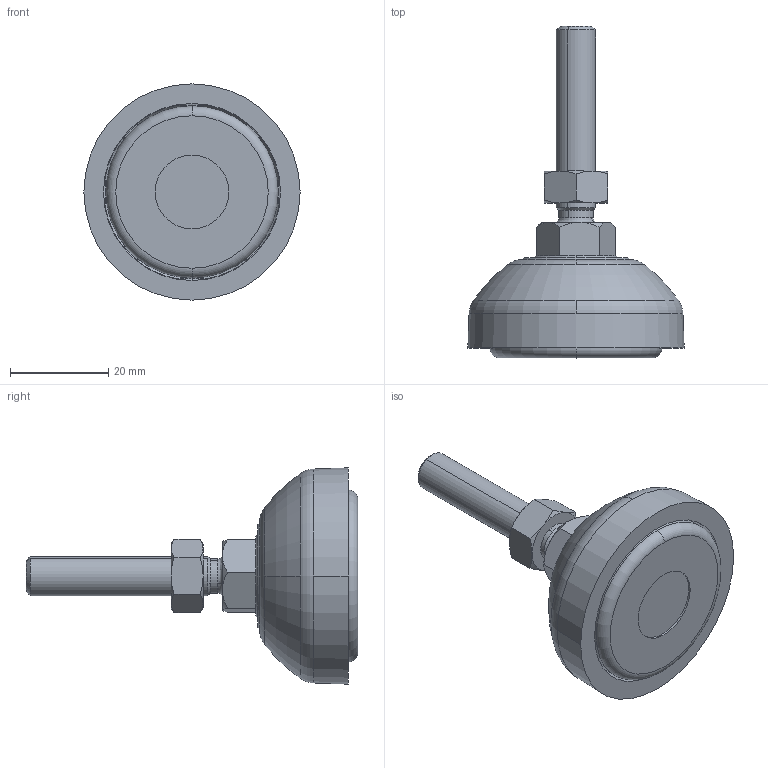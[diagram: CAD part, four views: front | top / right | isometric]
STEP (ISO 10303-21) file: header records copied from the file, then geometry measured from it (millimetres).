
FILE_DESCRIPTION (( 'STEP AP203' ), '1' );
FILE_NAME ('A60.10.45.01 Die cast swivel feet 45 - M8 x 40.STEP', '2018-09-28T13:18:23', ( '' ), ( '' ), 'SwSTEP 2.0', 'SolidWorks 2015', '' );
FILE_SCHEMA (( 'CONFIG_CONTROL_DESIGN' ));
Length unit declared in the file: inch
Products named in the file (2): A60.10.45.01 Die cast swivel feet 45 - M8 x 40
Bounding box: 44 x 67.5 x 44 mm (x, y, z)
Volume: 26193.9 mm3; surface area: 13364.5 mm2
Topology: 5 solids, 5 shells, 436 faces, 1056 edges, 630 vertices
Faces by surface type: bspline 109, cylinder 98, torus 71, plane 65, cone 60, sphere 33
Entity records: 16737 total; most frequent: CARTESIAN_POINT 7328, ORIENTED_EDGE 2080, DIRECTION 1831, EDGE_CURVE 1040, AXIS2_PLACEMENT_3D 813, VERTEX_POINT 624, CIRCLE 484, EDGE_LOOP 452
